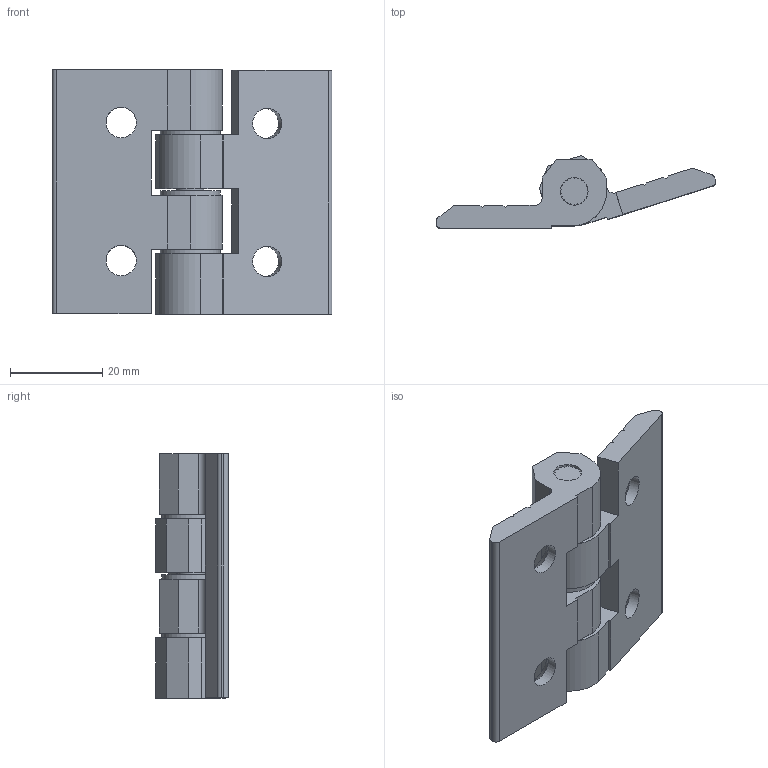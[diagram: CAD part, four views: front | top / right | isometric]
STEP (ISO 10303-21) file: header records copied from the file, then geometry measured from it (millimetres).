
FILE_DESCRIPTION((''),'2;1');
FILE_NAME('AH306H.stp','2009-09-01T14:26:19',('Administrator'),(''),'Autodesk Inventor 2008','Autodesk Inventor 2008','');
FILE_SCHEMA(('AUTOMOTIVE_DESIGN { 1 0 10303 214 1 1 1 1 }'));
Length unit declared in the file: millimetre
Products named in the file (4): AH306H; 活頁AH306H; 軸心-H; 活頁AH墊片
Assembly tree (6 placements, depth 2):
  AH306H
    活頁AH306H  x2
    軸心-H
    活頁AH墊片  x3
Bounding box: 60.76 x 15.84 x 53.2 mm (x, y, z)
Volume: 19321.9 mm3; surface area: 12123.5 mm2
Topology: 6 solids, 6 shells, 227 faces, 610 edges, 391 vertices
Faces by surface type: plane 174, cylinder 44, bspline 8, cone 1
Full cylindrical faces by diameter (mm): 5.96 x1, 6 x4, 6.1 x3, 13 x3
Entity records: 5221 total; most frequent: CARTESIAN_POINT 974, DIRECTION 871, ORIENTED_EDGE 850, EDGE_CURVE 425, VECTOR 291, LINE 291, AXIS2_PLACEMENT_3D 290, VERTEX_POINT 273
